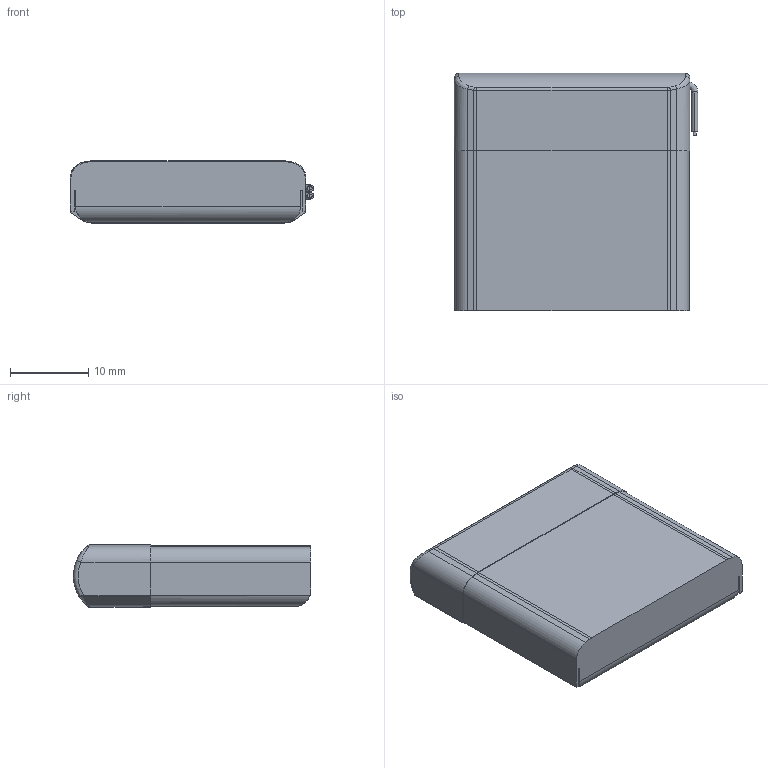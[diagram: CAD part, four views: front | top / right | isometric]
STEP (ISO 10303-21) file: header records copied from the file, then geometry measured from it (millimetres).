
FILE_DESCRIPTION (( 'STEP AP214' ), '1' );
FILE_NAME ('803030.STEP', '2025-02-07T23:54:43', ( '' ), ( '' ), 'SwSTEP 2.0', 'SolidWorks 2024', '' );
FILE_SCHEMA (( 'AUTOMOTIVE_DESIGN' ));
Length unit declared in the file: millimetre
Products named in the file (1): 803030
Bounding box: 31.2 x 30.39 x 8 mm (x, y, z)
Volume: 6836.4 mm3; surface area: 2806.3 mm2
Topology: 1 solids, 1 shells, 318 faces, 836 edges, 550 vertices
Faces by surface type: bspline 139, plane 133, cylinder 40, torus 6
Entity records: 18244 total; most frequent: CARTESIAN_POINT 10462, ORIENTED_EDGE 1668, DIRECTION 1008, EDGE_CURVE 834, VERTEX_POINT 550, VECTOR 452, LINE 452, EDGE_LOOP 350
